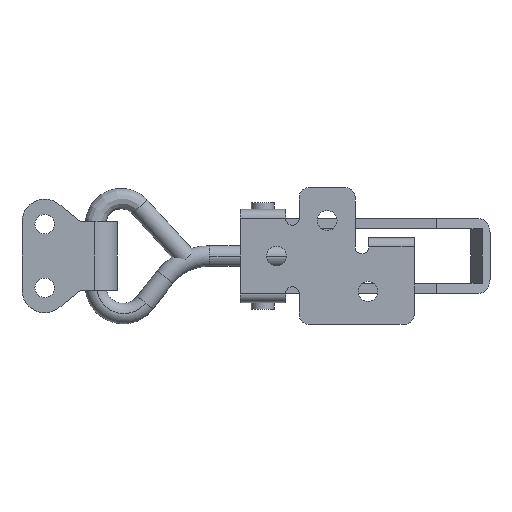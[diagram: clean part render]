
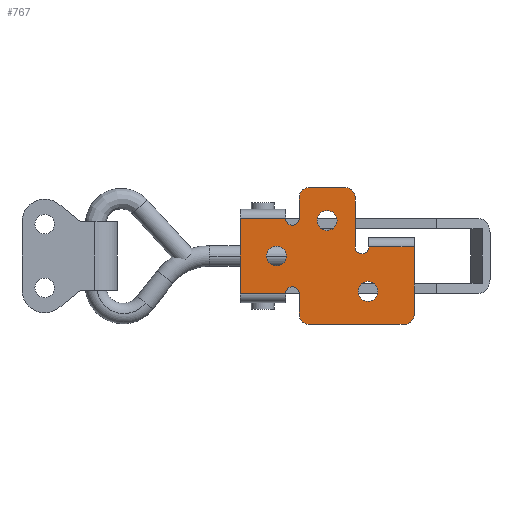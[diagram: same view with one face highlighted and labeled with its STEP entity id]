
A CAD part, left-side view. The second image highlights one B-rep face of the part: STEP entity #767.
In plain terms, the highlighted planar face has unit normal (-1, 0, 0).
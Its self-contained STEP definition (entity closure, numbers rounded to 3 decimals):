
#2=CARTESIAN_POINT('',(0.,4.15,13.));
#3=DIRECTION('',(-1.,0.,0.));
#4=DIRECTION('',(0.,0.,1.));
#5=AXIS2_PLACEMENT_3D('',#2,#3,#4);
#7=DIRECTION('',(0.,-1.,0.));
#8=VECTOR('',#7,8.3);
#9=CARTESIAN_POINT('',(0.,4.15,15.));
#10=LINE('',#9,#8);
#11=CARTESIAN_POINT('',(0.,-4.15,13.));
#12=DIRECTION('',(-1.,0.,0.));
#13=DIRECTION('',(0.,-1.,0.));
#14=AXIS2_PLACEMENT_3D('',#11,#12,#13);
#16=DIRECTION('',(0.,0.,-1.));
#17=VECTOR('',#16,11.);
#18=CARTESIAN_POINT('',(0.,-6.15,13.));
#19=LINE('',#18,#17);
#20=CARTESIAN_POINT('',(0.,-7.65,2.));
#21=DIRECTION('',(1.,0.,0.));
#22=DIRECTION('',(0.,-1.,0.));
#23=AXIS2_PLACEMENT_3D('',#20,#21,#22);
#25=DIRECTION('',(0.,0.,-1.));
#26=VECTOR('',#25,15.);
#27=CARTESIAN_POINT('',(0.,-19.15,2.));
#28=LINE('',#27,#26);
#29=CARTESIAN_POINT('',(0.,-17.15,-13.));
#30=DIRECTION('',(-1.,0.,0.));
#31=DIRECTION('',(0.,0.,-1.));
#32=AXIS2_PLACEMENT_3D('',#29,#30,#31);
#34=DIRECTION('',(0.,1.,0.));
#35=VECTOR('',#34,21.3);
#36=CARTESIAN_POINT('',(0.,-17.15,-15.));
#37=LINE('',#36,#35);
#38=CARTESIAN_POINT('',(0.,4.15,-13.));
#39=DIRECTION('',(-1.,0.,0.));
#40=DIRECTION('',(0.,1.,0.));
#41=AXIS2_PLACEMENT_3D('',#38,#39,#40);
#43=DIRECTION('',(0.,0.,1.));
#44=VECTOR('',#43,4.75);
#45=CARTESIAN_POINT('',(0.,6.15,-13.));
#46=LINE('',#45,#44);
#47=CARTESIAN_POINT('',(0.,7.65,-8.25));
#48=DIRECTION('',(1.,0.,0.));
#49=DIRECTION('',(0.,1.,0.));
#50=AXIS2_PLACEMENT_3D('',#47,#48,#49);
#52=DIRECTION('',(0.,0.,1.));
#53=VECTOR('',#52,16.5);
#54=CARTESIAN_POINT('',(0.,19.15,-8.25));
#55=LINE('',#54,#53);
#56=CARTESIAN_POINT('',(0.,7.65,8.25));
#57=DIRECTION('',(1.,0.,0.));
#58=DIRECTION('',(0.,-1.,0.));
#59=AXIS2_PLACEMENT_3D('',#56,#57,#58);
#61=DIRECTION('',(0.,0.,-1.));
#62=VECTOR('',#61,4.75);
#63=CARTESIAN_POINT('',(0.,6.15,13.));
#64=LINE('',#63,#62);
#65=CARTESIAN_POINT('',(0.,11.15,0.));
#66=DIRECTION('',(1.,0.,0.));
#67=DIRECTION('',(0.,0.,1.));
#68=AXIS2_PLACEMENT_3D('',#65,#66,#67);
#70=CARTESIAN_POINT('',(0.,11.15,0.));
#71=DIRECTION('',(1.,0.,0.));
#72=DIRECTION('',(0.,0.,-1.));
#73=AXIS2_PLACEMENT_3D('',#70,#71,#72);
#75=CARTESIAN_POINT('',(0.,0.,7.8));
#76=DIRECTION('',(1.,0.,0.));
#77=DIRECTION('',(0.,0.,1.));
#78=AXIS2_PLACEMENT_3D('',#75,#76,#77);
#80=CARTESIAN_POINT('',(0.,0.,7.8));
#81=DIRECTION('',(1.,0.,0.));
#82=DIRECTION('',(0.,0.,-1.));
#83=AXIS2_PLACEMENT_3D('',#80,#81,#82);
#85=CARTESIAN_POINT('',(0.,-9.,-7.8));
#86=DIRECTION('',(1.,0.,0.));
#87=DIRECTION('',(0.,0.,1.));
#88=AXIS2_PLACEMENT_3D('',#85,#86,#87);
#90=CARTESIAN_POINT('',(0.,-9.,-7.8));
#91=DIRECTION('',(1.,0.,0.));
#92=DIRECTION('',(0.,0.,-1.));
#93=AXIS2_PLACEMENT_3D('',#90,#91,#92);
#120=DIRECTION('',(0.,-1.,0.));
#121=VECTOR('',#120,10.);
#122=CARTESIAN_POINT('',(0.,19.15,8.25));
#123=LINE('',#122,#121);
#181=DIRECTION('',(0.,1.,0.));
#182=VECTOR('',#181,10.);
#183=CARTESIAN_POINT('',(0.,9.15,-8.25));
#184=LINE('',#183,#182);
#396=DIRECTION('',(0.,-1.,0.));
#397=VECTOR('',#396,10.);
#398=CARTESIAN_POINT('',(0.,-9.15,2.));
#399=LINE('',#398,#397);
#556=CARTESIAN_POINT('',(0.,6.15,8.25));
#557=CARTESIAN_POINT('',(0.,9.15,8.25));
#558=VERTEX_POINT('',#556);
#559=VERTEX_POINT('',#557);
#560=CARTESIAN_POINT('',(0.,9.15,-8.25));
#561=CARTESIAN_POINT('',(0.,6.15,-8.25));
#562=VERTEX_POINT('',#560);
#563=VERTEX_POINT('',#561);
#564=CARTESIAN_POINT('',(0.,-9.15,2.));
#565=CARTESIAN_POINT('',(0.,-6.15,2.));
#566=VERTEX_POINT('',#564);
#567=VERTEX_POINT('',#565);
#568=CARTESIAN_POINT('',(0.,19.15,-8.25));
#569=CARTESIAN_POINT('',(0.,19.15,8.25));
#570=VERTEX_POINT('',#568);
#571=VERTEX_POINT('',#569);
#600=CARTESIAN_POINT('',(0.,-19.15,2.));
#601=VERTEX_POINT('',#600);
#652=CARTESIAN_POINT('',(0.,4.15,15.));
#653=CARTESIAN_POINT('',(0.,6.15,13.));
#654=VERTEX_POINT('',#652);
#655=VERTEX_POINT('',#653);
#660=CARTESIAN_POINT('',(0.,-6.15,13.));
#661=CARTESIAN_POINT('',(0.,-4.15,15.));
#662=VERTEX_POINT('',#660);
#663=VERTEX_POINT('',#661);
#668=CARTESIAN_POINT('',(0.,-17.15,-15.));
#669=CARTESIAN_POINT('',(0.,-19.15,-13.));
#670=VERTEX_POINT('',#668);
#671=VERTEX_POINT('',#669);
#676=CARTESIAN_POINT('',(0.,6.15,-13.));
#677=CARTESIAN_POINT('',(0.,4.15,-15.));
#678=VERTEX_POINT('',#676);
#679=VERTEX_POINT('',#677);
#684=CARTESIAN_POINT('',(0.,11.15,2.2));
#685=CARTESIAN_POINT('',(0.,11.15,-2.2));
#686=VERTEX_POINT('',#684);
#687=VERTEX_POINT('',#685);
#688=CARTESIAN_POINT('',(0.,0.,10.));
#689=CARTESIAN_POINT('',(0.,0.,5.6));
#690=VERTEX_POINT('',#688);
#691=VERTEX_POINT('',#689);
#692=CARTESIAN_POINT('',(0.,-9.,-5.6));
#693=CARTESIAN_POINT('',(0.,-9.,-10.));
#694=VERTEX_POINT('',#692);
#695=VERTEX_POINT('',#693);
#708=CARTESIAN_POINT('',(0.,0.,0.));
#709=DIRECTION('',(1.,0.,0.));
#710=DIRECTION('',(0.,0.,-1.));
#711=AXIS2_PLACEMENT_3D('',#708,#709,#710);
#712=PLANE('',#711);
#714=ORIENTED_EDGE('',*,*,#713,.F.);
#716=ORIENTED_EDGE('',*,*,#715,.T.);
#718=ORIENTED_EDGE('',*,*,#717,.F.);
#720=ORIENTED_EDGE('',*,*,#719,.T.);
#722=ORIENTED_EDGE('',*,*,#721,.F.);
#724=ORIENTED_EDGE('',*,*,#723,.T.);
#726=ORIENTED_EDGE('',*,*,#725,.T.);
#728=ORIENTED_EDGE('',*,*,#727,.F.);
#730=ORIENTED_EDGE('',*,*,#729,.T.);
#732=ORIENTED_EDGE('',*,*,#731,.F.);
#734=ORIENTED_EDGE('',*,*,#733,.T.);
#736=ORIENTED_EDGE('',*,*,#735,.F.);
#738=ORIENTED_EDGE('',*,*,#737,.T.);
#740=ORIENTED_EDGE('',*,*,#739,.T.);
#742=ORIENTED_EDGE('',*,*,#741,.T.);
#744=ORIENTED_EDGE('',*,*,#743,.F.);
#746=ORIENTED_EDGE('',*,*,#745,.F.);
#747=EDGE_LOOP('',(#714,#716,#718,#720,#722,#724,#726,#728,#730,#732,#734,#736,
#738,#740,#742,#744,#746));
#748=FACE_OUTER_BOUND('',#747,.F.);
#750=ORIENTED_EDGE('',*,*,#749,.F.);
#752=ORIENTED_EDGE('',*,*,#751,.F.);
#753=EDGE_LOOP('',(#750,#752));
#754=FACE_BOUND('',#753,.F.);
#756=ORIENTED_EDGE('',*,*,#755,.F.);
#758=ORIENTED_EDGE('',*,*,#757,.F.);
#759=EDGE_LOOP('',(#756,#758));
#760=FACE_BOUND('',#759,.F.);
#762=ORIENTED_EDGE('',*,*,#761,.F.);
#764=ORIENTED_EDGE('',*,*,#763,.F.);
#765=EDGE_LOOP('',(#762,#764));
#766=FACE_BOUND('',#765,.F.);
#767=ADVANCED_FACE('',(#748,#754,#760,#766),#712,.F.);
#6=CIRCLE('',#5,2.);
#15=CIRCLE('',#14,2.);
#24=CIRCLE('',#23,1.5);
#33=CIRCLE('',#32,2.);
#42=CIRCLE('',#41,2.);
#51=CIRCLE('',#50,1.5);
#60=CIRCLE('',#59,1.5);
#69=CIRCLE('',#68,2.2);
#74=CIRCLE('',#73,2.2);
#79=CIRCLE('',#78,2.2);
#84=CIRCLE('',#83,2.2);
#89=CIRCLE('',#88,2.2);
#94=CIRCLE('',#93,2.2);
#713=EDGE_CURVE('',#654,#655,#6,.T.);
#715=EDGE_CURVE('',#654,#663,#10,.T.);
#717=EDGE_CURVE('',#662,#663,#15,.T.);
#719=EDGE_CURVE('',#662,#567,#19,.T.);
#721=EDGE_CURVE('',#566,#567,#24,.T.);
#723=EDGE_CURVE('',#566,#601,#399,.T.);
#725=EDGE_CURVE('',#601,#671,#28,.T.);
#727=EDGE_CURVE('',#670,#671,#33,.T.);
#729=EDGE_CURVE('',#670,#679,#37,.T.);
#731=EDGE_CURVE('',#678,#679,#42,.T.);
#733=EDGE_CURVE('',#678,#563,#46,.T.);
#735=EDGE_CURVE('',#562,#563,#51,.T.);
#737=EDGE_CURVE('',#562,#570,#184,.T.);
#739=EDGE_CURVE('',#570,#571,#55,.T.);
#741=EDGE_CURVE('',#571,#559,#123,.T.);
#743=EDGE_CURVE('',#558,#559,#60,.T.);
#745=EDGE_CURVE('',#655,#558,#64,.T.);
#749=EDGE_CURVE('',#686,#687,#69,.T.);
#751=EDGE_CURVE('',#687,#686,#74,.T.);
#755=EDGE_CURVE('',#690,#691,#79,.T.);
#757=EDGE_CURVE('',#691,#690,#84,.T.);
#761=EDGE_CURVE('',#694,#695,#89,.T.);
#763=EDGE_CURVE('',#695,#694,#94,.T.);
